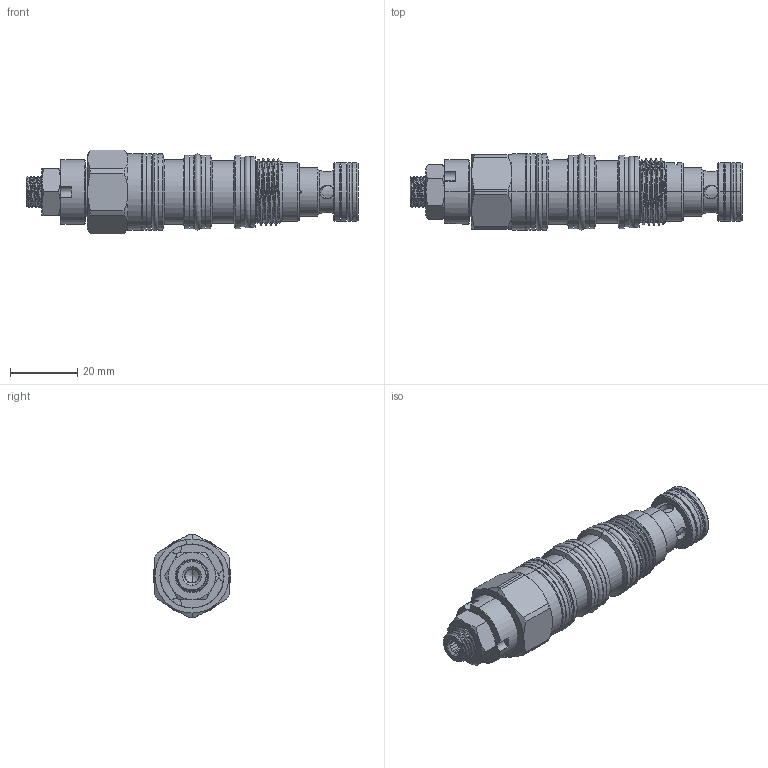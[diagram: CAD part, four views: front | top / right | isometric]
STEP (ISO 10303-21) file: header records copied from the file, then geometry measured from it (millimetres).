
FILE_DESCRIPTION (( 'STEP AP214' ), '1' );
FILE_NAME ('CK21A4C-L.STEP', '2016-04-12T01:31:59', ( '' ), ( '' ), 'SwSTEP 2.0', 'SolidWorks 2012', '' );
FILE_SCHEMA (( 'AUTOMOTIVE_DESIGN' ));
Length unit declared in the file: millimetre
Products named in the file (1): CK21A4C-L
Bounding box: 98.48 x 22.98 x 24.8 mm (x, y, z)
Volume: 29266.4 mm3; surface area: 10733.5 mm2
Topology: 3 solids, 3 shells, 307 faces, 712 edges, 436 vertices
Faces by surface type: cylinder 115, cone 84, plane 75, torus 26, bspline 7
Entity records: 14303 total; most frequent: CARTESIAN_POINT 7504, ORIENTED_EDGE 1416, DIRECTION 1412, EDGE_CURVE 708, AXIS2_PLACEMENT_3D 591, VERTEX_POINT 434, EDGE_LOOP 338, ADVANCED_FACE 307
